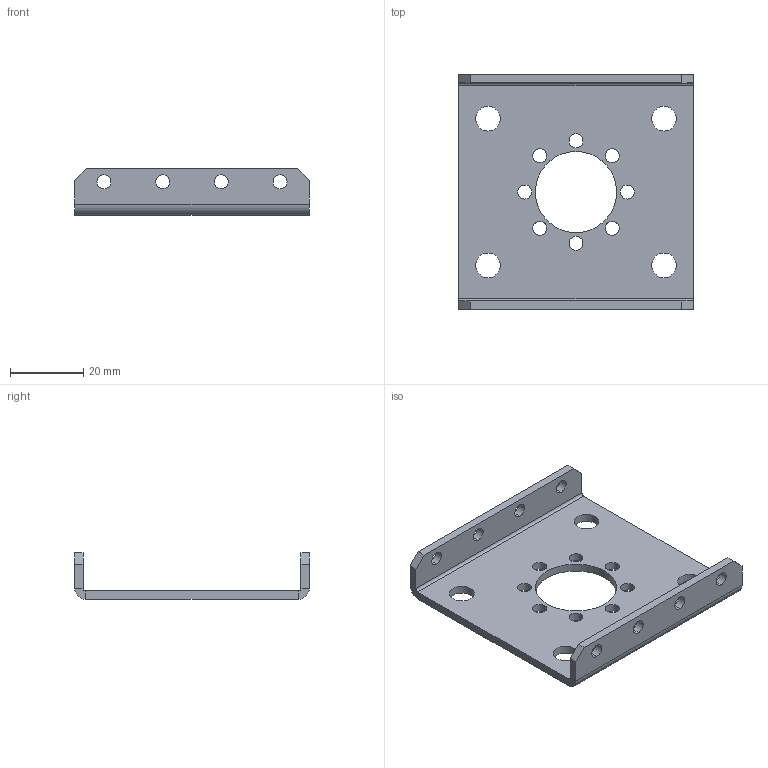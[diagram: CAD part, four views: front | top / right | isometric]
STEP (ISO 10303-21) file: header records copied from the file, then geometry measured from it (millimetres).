
FILE_DESCRIPTION (( 'STEP AP203' ), '1' );
FILE_NAME ('am-3474 PicoBox LEO Plate.STEP', '2022-11-02T19:03:12', ( '' ), ( '' ), 'SwSTEP 2.0', 'SolidWorks 2022', '' );
FILE_SCHEMA (( 'CONFIG_CONTROL_DESIGN' ));
Length unit declared in the file: inch
Products named in the file (1): am-3474 PicoBox LEO Plate
Bounding box: 64 x 64 x 12.7 mm (x, y, z)
Volume: 10506.8 mm3; surface area: 10639 mm2
Topology: 1 solids, 1 shells, 68 faces, 182 edges, 116 vertices
Faces by surface type: cylinder 46, plane 22
Entity records: 2313 total; most frequent: DIRECTION 412, CARTESIAN_POINT 367, ORIENTED_EDGE 364, EDGE_CURVE 182, AXIS2_PLACEMENT_3D 161, VERTEX_POINT 116, EDGE_LOOP 110, CIRCLE 92
